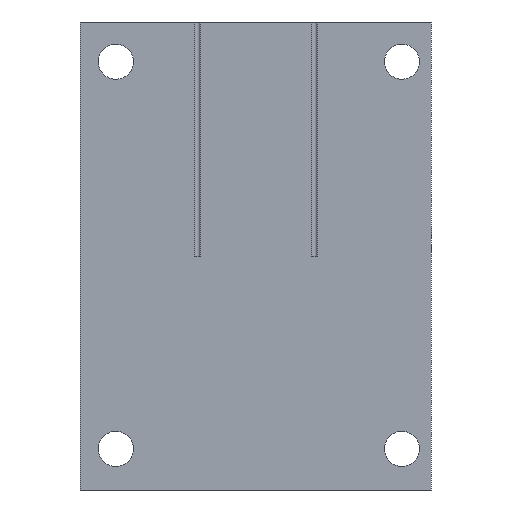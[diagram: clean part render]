
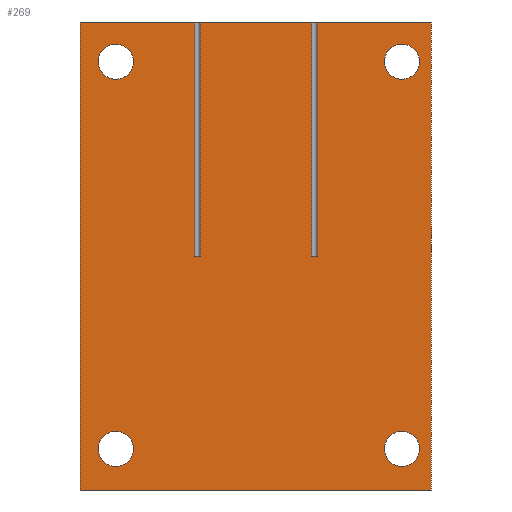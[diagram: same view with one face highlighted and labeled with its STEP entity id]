
A CAD part, front view. The second image highlights one B-rep face of the part: STEP entity #269.
In plain terms, the highlighted planar face has unit normal (0, -1, 0).
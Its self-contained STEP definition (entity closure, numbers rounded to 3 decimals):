
#23=LINE('',#409,#43);
#26=LINE('',#415,#46);
#29=LINE('',#421,#49);
#31=LINE('',#424,#51);
#32=LINE('',#428,#52);
#33=LINE('',#432,#53);
#34=LINE('',#434,#54);
#35=LINE('',#439,#55);
#36=LINE('',#440,#56);
#37=LINE('',#442,#57);
#38=LINE('',#447,#58);
#39=LINE('',#448,#59);
#43=VECTOR('',#336,1000.);
#46=VECTOR('',#341,1000.);
#49=VECTOR('',#346,1000.);
#51=VECTOR('',#350,1000.);
#52=VECTOR('',#353,1000.);
#53=VECTOR('',#356,1000.);
#54=VECTOR('',#359,1000.);
#55=VECTOR('',#364,1000.);
#56=VECTOR('',#365,1000.);
#57=VECTOR('',#368,1000.);
#58=VECTOR('',#373,1000.);
#59=VECTOR('',#374,1000.);
#66=PLANE('',#306);
#106=ORIENTED_EDGE('',*,*,#133,.T.);
#107=ORIENTED_EDGE('',*,*,#135,.T.);
#108=ORIENTED_EDGE('',*,*,#137,.T.);
#109=ORIENTED_EDGE('',*,*,#162,.T.);
#110=ORIENTED_EDGE('',*,*,#156,.T.);
#111=ORIENTED_EDGE('',*,*,#149,.T.);
#112=ORIENTED_EDGE('',*,*,#147,.T.);
#113=ORIENTED_EDGE('',*,*,#141,.T.);
#114=ORIENTED_EDGE('',*,*,#144,.T.);
#115=ORIENTED_EDGE('',*,*,#153,.T.);
#116=ORIENTED_EDGE('',*,*,#161,.T.);
#117=ORIENTED_EDGE('',*,*,#158,.T.);
#118=ORIENTED_EDGE('',*,*,#160,.T.);
#119=ORIENTED_EDGE('',*,*,#151,.T.);
#120=ORIENTED_EDGE('',*,*,#157,.T.);
#121=ORIENTED_EDGE('',*,*,#154,.T.);
#133=EDGE_CURVE('',#165,#165,#189,.T.);
#135=EDGE_CURVE('',#167,#167,#191,.T.);
#137=EDGE_CURVE('',#169,#169,#193,.T.);
#141=EDGE_CURVE('',#170,#173,#23,.T.);
#144=EDGE_CURVE('',#173,#175,#26,.T.);
#147=EDGE_CURVE('',#176,#170,#29,.T.);
#149=EDGE_CURVE('',#178,#176,#31,.T.);
#151=EDGE_CURVE('',#180,#179,#32,.T.);
#153=EDGE_CURVE('',#175,#181,#33,.T.);
#154=EDGE_CURVE('',#182,#183,#34,.T.);
#156=EDGE_CURVE('',#183,#178,#35,.F.);
#157=EDGE_CURVE('',#179,#182,#36,.T.);
#158=EDGE_CURVE('',#184,#185,#37,.T.);
#160=EDGE_CURVE('',#185,#180,#38,.F.);
#161=EDGE_CURVE('',#181,#184,#39,.T.);
#162=EDGE_CURVE('',#186,#186,#198,.T.);
#165=VERTEX_POINT('',#390);
#167=VERTEX_POINT('',#395);
#169=VERTEX_POINT('',#400);
#170=VERTEX_POINT('',#403);
#173=VERTEX_POINT('',#408);
#175=VERTEX_POINT('',#414);
#176=VERTEX_POINT('',#418);
#178=VERTEX_POINT('',#425);
#179=VERTEX_POINT('',#427);
#180=VERTEX_POINT('',#429);
#181=VERTEX_POINT('',#431);
#182=VERTEX_POINT('',#435);
#183=VERTEX_POINT('',#436);
#184=VERTEX_POINT('',#443);
#185=VERTEX_POINT('',#444);
#186=VERTEX_POINT('',#451);
#189=CIRCLE('',#287,1.5);
#191=CIRCLE('',#290,1.5);
#193=CIRCLE('',#293,1.5);
#198=CIRCLE('',#307,1.5);
#214=EDGE_LOOP('',(#106));
#215=EDGE_LOOP('',(#107));
#216=EDGE_LOOP('',(#108));
#217=EDGE_LOOP('',(#109));
#218=EDGE_LOOP('',(#110,#111,#112,#113,#114,#115,#116,#117,#118,#119,#120,
#121));
#240=FACE_BOUND('',#214,.T.);
#241=FACE_BOUND('',#215,.T.);
#242=FACE_BOUND('',#216,.T.);
#243=FACE_BOUND('',#217,.T.);
#244=FACE_BOUND('',#218,.T.);
#269=ADVANCED_FACE('',(#240,#241,#242,#243,#244),#66,.T.);
#287=AXIS2_PLACEMENT_3D('',#389,#317,#318);
#290=AXIS2_PLACEMENT_3D('',#394,#323,#324);
#293=AXIS2_PLACEMENT_3D('',#399,#329,#330);
#306=AXIS2_PLACEMENT_3D('',#449,#375,#376);
#307=AXIS2_PLACEMENT_3D('',#450,#377,#378);
#317=DIRECTION('',(0.,1.,0.));
#318=DIRECTION('',(0.,0.,-1.));
#323=DIRECTION('',(0.,1.,0.));
#324=DIRECTION('',(0.,0.,-1.));
#329=DIRECTION('',(0.,1.,0.));
#330=DIRECTION('',(0.,0.,-1.));
#336=DIRECTION('',(1.,0.,0.));
#341=DIRECTION('',(0.,0.,1.));
#346=DIRECTION('',(0.,0.,-1.));
#350=DIRECTION('',(-1.,0.,0.));
#353=DIRECTION('',(-1.,0.,0.));
#356=DIRECTION('',(-1.,0.,0.));
#359=DIRECTION('',(-1.,0.,0.));
#364=DIRECTION('',(0.,0.,-1.));
#365=DIRECTION('',(0.,0.,-1.));
#368=DIRECTION('',(-1.,0.,0.));
#373=DIRECTION('',(0.,0.,-1.));
#374=DIRECTION('',(0.,0.,-1.));
#375=DIRECTION('',(0.,-1.,0.));
#376=DIRECTION('',(0.,0.,-1.));
#377=DIRECTION('',(0.,1.,0.));
#378=DIRECTION('',(0.,0.,-1.));
#389=CARTESIAN_POINT('',(12.474,-3.,-16.483));
#390=CARTESIAN_POINT('',(12.474,-3.,-17.983));
#394=CARTESIAN_POINT('',(12.474,-3.,16.607));
#395=CARTESIAN_POINT('',(12.474,-3.,15.107));
#399=CARTESIAN_POINT('',(-11.982,-3.,-16.483));
#400=CARTESIAN_POINT('',(-11.982,-3.,-17.983));
#403=CARTESIAN_POINT('',(-15.,-3.,-20.));
#408=CARTESIAN_POINT('',(15.,-3.,-20.));
#409=CARTESIAN_POINT('',(-15.,-3.,-20.));
#414=CARTESIAN_POINT('',(15.,-3.,20.));
#415=CARTESIAN_POINT('',(15.,-3.,-20.));
#418=CARTESIAN_POINT('',(-15.,-3.,20.));
#421=CARTESIAN_POINT('',(-15.,-3.,20.));
#424=CARTESIAN_POINT('',(15.,-3.,20.));
#425=CARTESIAN_POINT('',(-5.245,-3.,20.));
#427=CARTESIAN_POINT('',(-4.745,-3.,20.));
#428=CARTESIAN_POINT('',(15.,-3.,20.));
#429=CARTESIAN_POINT('',(4.752,-3.,20.));
#431=CARTESIAN_POINT('',(5.252,-3.,20.));
#432=CARTESIAN_POINT('',(15.,-3.,20.));
#434=CARTESIAN_POINT('',(-4.995,-3.,0.));
#435=CARTESIAN_POINT('',(-4.745,-3.,0.));
#436=CARTESIAN_POINT('',(-5.245,-3.,0.));
#439=CARTESIAN_POINT('',(-5.245,-3.,20.));
#440=CARTESIAN_POINT('',(-4.745,-3.,20.));
#442=CARTESIAN_POINT('',(5.002,-3.,0.));
#443=CARTESIAN_POINT('',(5.252,-3.,0.));
#444=CARTESIAN_POINT('',(4.752,-3.,0.));
#447=CARTESIAN_POINT('',(4.752,-3.,20.));
#448=CARTESIAN_POINT('',(5.252,-3.,20.));
#449=CARTESIAN_POINT('',(0.,-3.,0.));
#450=CARTESIAN_POINT('',(-11.982,-3.,16.607));
#451=CARTESIAN_POINT('',(-11.982,-3.,15.107));
